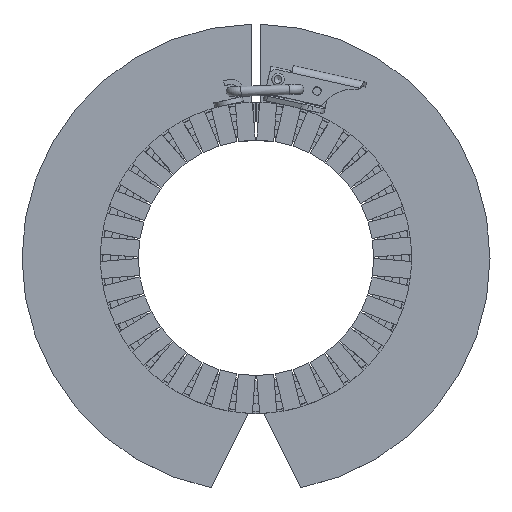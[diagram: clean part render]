
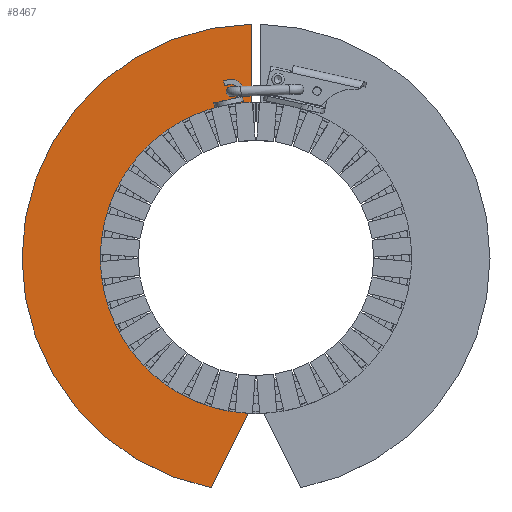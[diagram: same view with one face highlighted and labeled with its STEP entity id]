
A CAD part, top view. The second image highlights one B-rep face of the part: STEP entity #8467.
In plain terms, the highlighted planar face has unit normal (0, 0, 1).
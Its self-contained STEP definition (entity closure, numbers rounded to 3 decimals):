
#8331=CARTESIAN_POINT('',(-2.5,-50.939,-27.05));
#8332=VERTEX_POINT('',#8331);
#8339=CARTESIAN_POINT('',(-14.664,-75.336,-27.05));
#8340=VERTEX_POINT('',#8339);
#8341=CARTESIAN_POINT('',(-14.664,-75.336,-27.05));
#8342=DIRECTION('',(0.446,0.895,0.0));
#8343=VECTOR('',#8342,27.262);
#8344=LINE('',#8341,#8343);
#8345=EDGE_CURVE('',#8340,#8332,#8344,.T.);
#8370=CARTESIAN_POINT('',(-1.5,50.978,-27.05));
#8371=VERTEX_POINT('',#8370);
#8378=CARTESIAN_POINT('',(0.0,0.0,-27.05));
#8379=DIRECTION('',(0.0,0.0,-1.0));
#8380=DIRECTION('',(-0.049,-0.999,0.0));
#8381=AXIS2_PLACEMENT_3D('',#8378,#8379,#8380);
#8382=CIRCLE('',#8381,51.);
#8383=EDGE_CURVE('',#8332,#8371,#8382,.T.);
#8402=CARTESIAN_POINT('',(-1.5,76.735,-27.05));
#8403=VERTEX_POINT('',#8402);
#8410=CARTESIAN_POINT('',(-1.5,50.978,-27.05));
#8411=DIRECTION('',(0.0,1.0,0.0));
#8412=VECTOR('',#8411,25.757);
#8413=LINE('',#8410,#8412);
#8414=EDGE_CURVE('',#8371,#8403,#8413,.T.);
#8433=CARTESIAN_POINT('',(0.0,0.0,-27.05));
#8434=DIRECTION('',(0.0,0.0,1.0));
#8435=DIRECTION('',(0.191,0.982,0.0));
#8436=AXIS2_PLACEMENT_3D('',#8433,#8434,#8435);
#8437=CIRCLE('',#8436,76.75);
#8438=EDGE_CURVE('',#8403,#8340,#8437,.T.);
#8456=CARTESIAN_POINT('',(-36.141,2.064,-27.05));
#8457=DIRECTION('',(0.0,0.0,-1.0));
#8458=DIRECTION('',(-1.0,0.0,0.0));
#8459=AXIS2_PLACEMENT_3D('',#8456,#8457,#8458);
#8460=PLANE('',#8459);
#8461=ORIENTED_EDGE('',*,*,#8438,.T.);
#8462=ORIENTED_EDGE('',*,*,#8345,.T.);
#8463=ORIENTED_EDGE('',*,*,#8383,.T.);
#8464=ORIENTED_EDGE('',*,*,#8414,.T.);
#8465=EDGE_LOOP('',(#8461,#8462,#8463,#8464));
#8466=FACE_OUTER_BOUND('',#8465,.T.);
#8467=ADVANCED_FACE('',(#8466),#8460,.F.);
